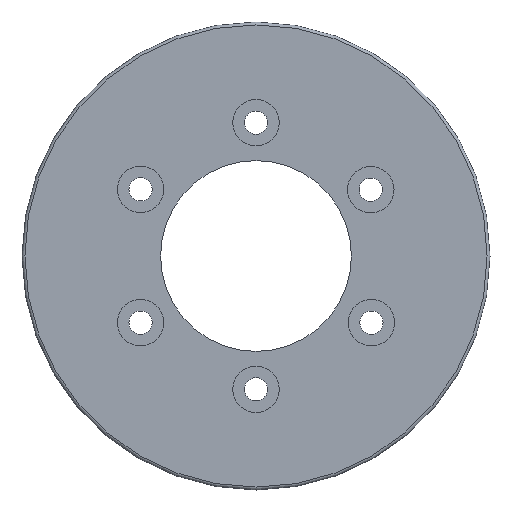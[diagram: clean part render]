
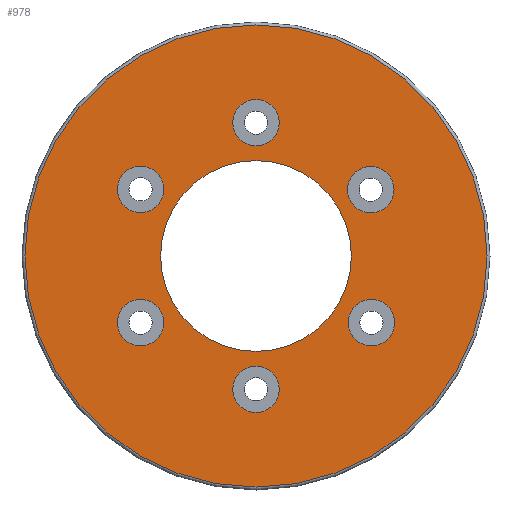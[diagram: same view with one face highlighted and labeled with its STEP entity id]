
A CAD part, front view. The second image highlights one B-rep face of the part: STEP entity #978.
In plain terms, the highlighted planar face has unit normal (0, -1, 0).
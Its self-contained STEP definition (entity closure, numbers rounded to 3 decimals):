
#45=FACE_BOUND('',#166,.T.);
#46=FACE_BOUND('',#167,.T.);
#47=FACE_BOUND('',#168,.T.);
#48=FACE_BOUND('',#169,.T.);
#49=FACE_BOUND('',#170,.T.);
#50=FACE_BOUND('',#171,.T.);
#51=FACE_BOUND('',#172,.T.);
#65=PLANE('',#1083);
#105=FACE_OUTER_BOUND('',#165,.T.);
#165=EDGE_LOOP('',(#733,#734));
#166=EDGE_LOOP('',(#735));
#167=EDGE_LOOP('',(#736));
#168=EDGE_LOOP('',(#737));
#169=EDGE_LOOP('',(#738));
#170=EDGE_LOOP('',(#739));
#171=EDGE_LOOP('',(#740));
#172=EDGE_LOOP('',(#741));
#339=CIRCLE('',#1028,3.);
#343=CIRCLE('',#1034,3.);
#347=CIRCLE('',#1040,3.);
#351=CIRCLE('',#1046,3.);
#355=CIRCLE('',#1052,3.);
#359=CIRCLE('',#1058,3.);
#369=CIRCLE('',#1076,29.831);
#373=CIRCLE('',#1080,29.831);
#375=CIRCLE('',#1084,12.319);
#408=VERTEX_POINT('',#1469);
#412=VERTEX_POINT('',#1480);
#416=VERTEX_POINT('',#1491);
#420=VERTEX_POINT('',#1502);
#424=VERTEX_POINT('',#1513);
#428=VERTEX_POINT('',#1524);
#438=VERTEX_POINT('',#1559);
#439=VERTEX_POINT('',#1560);
#443=VERTEX_POINT('',#1573);
#506=EDGE_CURVE('',#408,#408,#339,.T.);
#511=EDGE_CURVE('',#412,#412,#343,.T.);
#516=EDGE_CURVE('',#416,#416,#347,.T.);
#521=EDGE_CURVE('',#420,#420,#351,.T.);
#526=EDGE_CURVE('',#424,#424,#355,.T.);
#531=EDGE_CURVE('',#428,#428,#359,.T.);
#548=EDGE_CURVE('',#438,#439,#369,.T.);
#552=EDGE_CURVE('',#439,#438,#373,.T.);
#555=EDGE_CURVE('',#443,#443,#375,.T.);
#733=ORIENTED_EDGE('',*,*,#548,.F.);
#734=ORIENTED_EDGE('',*,*,#552,.F.);
#735=ORIENTED_EDGE('',*,*,#506,.T.);
#736=ORIENTED_EDGE('',*,*,#511,.T.);
#737=ORIENTED_EDGE('',*,*,#516,.T.);
#738=ORIENTED_EDGE('',*,*,#521,.T.);
#739=ORIENTED_EDGE('',*,*,#526,.T.);
#740=ORIENTED_EDGE('',*,*,#531,.T.);
#741=ORIENTED_EDGE('',*,*,#555,.T.);
#978=ADVANCED_FACE('',(#105,#45,#46,#47,#48,#49,#50,#51),#65,.T.);
#1028=AXIS2_PLACEMENT_3D('',#1470,#1157,#1158);
#1034=AXIS2_PLACEMENT_3D('',#1481,#1170,#1171);
#1040=AXIS2_PLACEMENT_3D('',#1492,#1183,#1184);
#1046=AXIS2_PLACEMENT_3D('',#1503,#1196,#1197);
#1052=AXIS2_PLACEMENT_3D('',#1514,#1209,#1210);
#1058=AXIS2_PLACEMENT_3D('',#1525,#1222,#1223);
#1076=AXIS2_PLACEMENT_3D('',#1561,#1265,#1266);
#1080=AXIS2_PLACEMENT_3D('',#1567,#1273,#1274);
#1083=AXIS2_PLACEMENT_3D('',#1572,#1280,#1281);
#1084=AXIS2_PLACEMENT_3D('',#1574,#1282,#1283);
#1157=DIRECTION('center_axis',(0.,1.,0.));
#1158=DIRECTION('ref_axis',(1.,0.,0.));
#1170=DIRECTION('center_axis',(0.,1.,0.));
#1171=DIRECTION('ref_axis',(1.,0.,0.));
#1183=DIRECTION('center_axis',(0.,1.,0.));
#1184=DIRECTION('ref_axis',(1.,0.,0.));
#1196=DIRECTION('center_axis',(0.,1.,0.));
#1197=DIRECTION('ref_axis',(1.,0.,0.));
#1209=DIRECTION('center_axis',(0.,1.,0.));
#1210=DIRECTION('ref_axis',(1.,0.,0.));
#1222=DIRECTION('center_axis',(0.,1.,0.));
#1223=DIRECTION('ref_axis',(1.,0.,0.));
#1265=DIRECTION('center_axis',(0.,1.,0.));
#1266=DIRECTION('ref_axis',(1.,0.,0.));
#1273=DIRECTION('center_axis',(0.,1.,0.));
#1274=DIRECTION('ref_axis',(1.,0.,0.));
#1280=DIRECTION('center_axis',(0.,-1.,0.));
#1281=DIRECTION('ref_axis',(1.,0.,0.));
#1282=DIRECTION('center_axis',(0.,1.,0.));
#1283=DIRECTION('ref_axis',(1.,0.,0.));
#1469=CARTESIAN_POINT('',(-3.,-44.574,-17.209));
#1470=CARTESIAN_POINT('Origin',(0.,-44.574,-17.209));
#1480=CARTESIAN_POINT('',(-3.,-44.574,17.209));
#1481=CARTESIAN_POINT('Origin',(0.,-44.574,17.209));
#1491=CARTESIAN_POINT('',(11.903,-44.574,-8.604));
#1492=CARTESIAN_POINT('Origin',(14.903,-44.574,-8.604));
#1502=CARTESIAN_POINT('',(-17.903,-44.574,-8.604));
#1503=CARTESIAN_POINT('Origin',(-14.903,-44.574,-8.604));
#1513=CARTESIAN_POINT('',(-17.903,-44.574,8.604));
#1514=CARTESIAN_POINT('Origin',(-14.903,-44.574,8.604));
#1524=CARTESIAN_POINT('',(11.82,-44.574,8.557));
#1525=CARTESIAN_POINT('Origin',(14.82,-44.574,8.557));
#1559=CARTESIAN_POINT('',(-29.831,-44.574,0.));
#1560=CARTESIAN_POINT('',(0.,-44.574,29.831));
#1561=CARTESIAN_POINT('Origin',(0.,-44.574,0.));
#1567=CARTESIAN_POINT('Origin',(0.,-44.574,0.));
#1572=CARTESIAN_POINT('Origin',(0.,-44.574,0.));
#1573=CARTESIAN_POINT('',(-12.319,-44.574,0.));
#1574=CARTESIAN_POINT('Origin',(0.,-44.574,0.));
